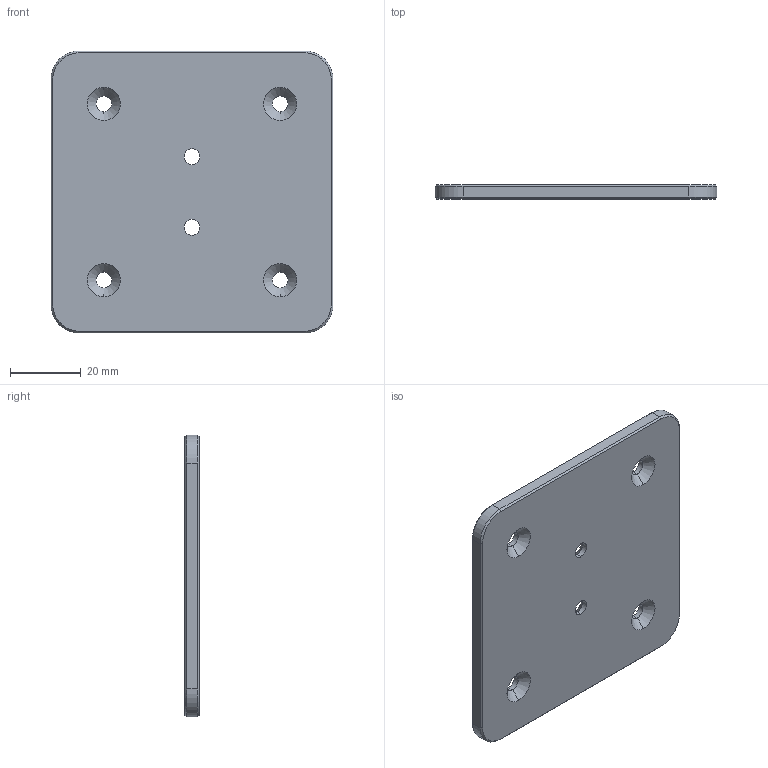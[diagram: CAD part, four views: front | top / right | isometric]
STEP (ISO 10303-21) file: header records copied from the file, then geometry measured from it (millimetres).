
FILE_DESCRIPTION (( 'STEP AP203' ), '1' );
FILE_NAME ('(sprt_cam)att_top.STEP', '2017-08-16T09:35:43', ( '' ), ( '' ), 'SwSTEP 2.0', 'SolidWorks 2016', '' );
FILE_SCHEMA (( 'CONFIG_CONTROL_DESIGN' ));
Length unit declared in the file: millimetre
Products named in the file (1): (sprt_cam)att_top
Bounding box: 80 x 4 x 80 mm (x, y, z)
Volume: 24575.3 mm3; surface area: 13808.7 mm2
Topology: 1 solids, 1 shells, 50 faces, 116 edges, 68 vertices
Faces by surface type: cone 20, cylinder 16, plane 14
Entity records: 1509 total; most frequent: DIRECTION 270, CARTESIAN_POINT 235, ORIENTED_EDGE 232, EDGE_CURVE 116, AXIS2_PLACEMENT_3D 103, VERTEX_POINT 68, LINE 64, VECTOR 64
